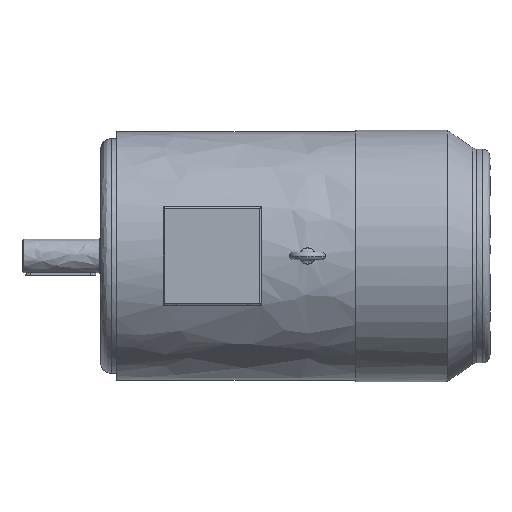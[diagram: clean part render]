
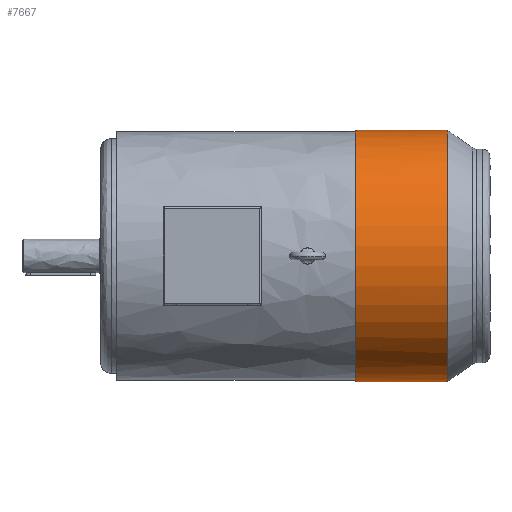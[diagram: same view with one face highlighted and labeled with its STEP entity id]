
A CAD part, front view. The second image highlights one B-rep face of the part: STEP entity #7667.
In plain terms, the highlighted free-form (B-spline) face has degree [3, 1] with [4, 2] control points.
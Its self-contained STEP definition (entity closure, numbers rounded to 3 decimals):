
#7667 = ADVANCED_FACE('',(#7668),#7681,.T.);
#7668 = FACE_BOUND('',#7669,.T.);
#7669 = EDGE_LOOP('',(#7670,#7695,#7711,#7725));
#7670 = ORIENTED_EDGE('',*,*,#7671,.T.);
#7671 = EDGE_CURVE('',#7672,#7674,#7676,.T.);
#7672 = VERTEX_POINT('',#7673);
#7673 = CARTESIAN_POINT('',(365.,0.,-179.));
#7674 = VERTEX_POINT('',#7675);
#7675 = CARTESIAN_POINT('',(496.654,0.,-179.));
#7676 = SURFACE_CURVE('',#7677,(#7680),.PCURVE_S1.);
#7677 = B_SPLINE_CURVE_WITH_KNOTS('',1,(#7678,#7679),.UNSPECIFIED.,.F.,
  .F.,(2,2),(-0.152,-0.02),.PIECEWISE_BEZIER_KNOTS.);
#7678 = CARTESIAN_POINT('',(365.,0.,-179.));
#7679 = CARTESIAN_POINT('',(496.654,0.,-179.));
#7680 = PCURVE('',#7681,#7690);
#7681 = ( BOUNDED_SURFACE() B_SPLINE_SURFACE(3,1,(
    (#7682,#7683)
    ,(#7684,#7685)
    ,(#7686,#7687)
    ,(#7688,#7689
)),.UNSPECIFIED.,.F.,.F.,.F.) B_SPLINE_SURFACE_WITH_KNOTS((4,4),(2,2),(
    0.,1.),(0.,1.),.PIECEWISE_BEZIER_KNOTS.) 
GEOMETRIC_REPRESENTATION_ITEM() RATIONAL_B_SPLINE_SURFACE((
    (1.,1.)
    ,(0.333,0.333)
    ,(0.333,0.333)
,(1.,1.))) REPRESENTATION_ITEM('') SURFACE() );
#7682 = CARTESIAN_POINT('',(496.654,0.,-179.));
#7683 = CARTESIAN_POINT('',(365.,0.,-179.));
#7684 = CARTESIAN_POINT('',(496.654,-358.,-179.));
#7685 = CARTESIAN_POINT('',(365.,-358.,-179.));
#7686 = CARTESIAN_POINT('',(496.654,-358.,179.));
#7687 = CARTESIAN_POINT('',(365.,-358.,179.));
#7688 = CARTESIAN_POINT('',(496.654,0.,179.));
#7689 = CARTESIAN_POINT('',(365.,0.,179.));
#7690 = DEFINITIONAL_REPRESENTATION('',(#7691),#7694);
#7691 = B_SPLINE_CURVE_WITH_KNOTS('',1,(#7692,#7693),.UNSPECIFIED.,.F.,
  .F.,(2,2),(-0.152,-0.02),.PIECEWISE_BEZIER_KNOTS.);
#7692 = CARTESIAN_POINT('',(0.,1.));
#7693 = CARTESIAN_POINT('',(0.,0.));
#7694 = ( GEOMETRIC_REPRESENTATION_CONTEXT(2) 
PARAMETRIC_REPRESENTATION_CONTEXT() REPRESENTATION_CONTEXT('2D SPACE',''
  ) );
#7695 = ORIENTED_EDGE('',*,*,#7696,.T.);
#7696 = EDGE_CURVE('',#7674,#7697,#7699,.T.);
#7697 = VERTEX_POINT('',#7698);
#7698 = CARTESIAN_POINT('',(496.654,0.,179.));
#7699 = SURFACE_CURVE('',#7700,(#7705),.PCURVE_S1.);
#7700 = ( BOUNDED_CURVE() B_SPLINE_CURVE(3,(#7701,#7702,#7703,#7704),
.UNSPECIFIED.,.F.,.F.) B_SPLINE_CURVE_WITH_KNOTS((4,4),(3.142,
6.283),.PIECEWISE_BEZIER_KNOTS.) CURVE() 
GEOMETRIC_REPRESENTATION_ITEM() RATIONAL_B_SPLINE_CURVE((1.,
0.333,0.333,1.)) REPRESENTATION_ITEM('') );
#7701 = CARTESIAN_POINT('',(496.654,0.,-179.));
#7702 = CARTESIAN_POINT('',(496.654,-358.,-179.));
#7703 = CARTESIAN_POINT('',(496.654,-358.,179.));
#7704 = CARTESIAN_POINT('',(496.654,0.,179.));
#7705 = PCURVE('',#7681,#7706);
#7706 = DEFINITIONAL_REPRESENTATION('',(#7707),#7710);
#7707 = B_SPLINE_CURVE_WITH_KNOTS('',1,(#7708,#7709),.UNSPECIFIED.,.F.,
  .F.,(2,2),(3.142,6.283),.PIECEWISE_BEZIER_KNOTS.);
#7708 = CARTESIAN_POINT('',(0.,0.));
#7709 = CARTESIAN_POINT('',(1.,0.));
#7710 = ( GEOMETRIC_REPRESENTATION_CONTEXT(2) 
PARAMETRIC_REPRESENTATION_CONTEXT() REPRESENTATION_CONTEXT('2D SPACE',''
  ) );
#7711 = ORIENTED_EDGE('',*,*,#7712,.T.);
#7712 = EDGE_CURVE('',#7697,#7713,#7715,.T.);
#7713 = VERTEX_POINT('',#7714);
#7714 = CARTESIAN_POINT('',(365.,0.,179.));
#7715 = SURFACE_CURVE('',#7716,(#7719),.PCURVE_S1.);
#7716 = B_SPLINE_CURVE_WITH_KNOTS('',1,(#7717,#7718),.UNSPECIFIED.,.F.,
  .F.,(2,2),(0.02,0.152),.PIECEWISE_BEZIER_KNOTS.);
#7717 = CARTESIAN_POINT('',(496.654,0.,179.));
#7718 = CARTESIAN_POINT('',(365.,0.,179.));
#7719 = PCURVE('',#7681,#7720);
#7720 = DEFINITIONAL_REPRESENTATION('',(#7721),#7724);
#7721 = B_SPLINE_CURVE_WITH_KNOTS('',1,(#7722,#7723),.UNSPECIFIED.,.F.,
  .F.,(2,2),(0.02,0.152),.PIECEWISE_BEZIER_KNOTS.);
#7722 = CARTESIAN_POINT('',(1.,0.));
#7723 = CARTESIAN_POINT('',(1.,1.));
#7724 = ( GEOMETRIC_REPRESENTATION_CONTEXT(2) 
PARAMETRIC_REPRESENTATION_CONTEXT() REPRESENTATION_CONTEXT('2D SPACE',''
  ) );
#7725 = ORIENTED_EDGE('',*,*,#7726,.T.);
#7726 = EDGE_CURVE('',#7713,#7672,#7727,.T.);
#7727 = SURFACE_CURVE('',#7728,(#7733),.PCURVE_S1.);
#7728 = ( BOUNDED_CURVE() B_SPLINE_CURVE(3,(#7729,#7730,#7731,#7732),
.UNSPECIFIED.,.F.,.F.) B_SPLINE_CURVE_WITH_KNOTS((4,4),(-6.283,
-3.142),.PIECEWISE_BEZIER_KNOTS.) CURVE() 
GEOMETRIC_REPRESENTATION_ITEM() RATIONAL_B_SPLINE_CURVE((1.,
0.333,0.333,1.)) REPRESENTATION_ITEM('') );
#7729 = CARTESIAN_POINT('',(365.,0.,179.));
#7730 = CARTESIAN_POINT('',(365.,-358.,179.));
#7731 = CARTESIAN_POINT('',(365.,-358.,-179.));
#7732 = CARTESIAN_POINT('',(365.,0.,-179.));
#7733 = PCURVE('',#7681,#7734);
#7734 = DEFINITIONAL_REPRESENTATION('',(#7735),#7738);
#7735 = B_SPLINE_CURVE_WITH_KNOTS('',1,(#7736,#7737),.UNSPECIFIED.,.F.,
  .F.,(2,2),(-6.283,-3.142),.PIECEWISE_BEZIER_KNOTS.);
#7736 = CARTESIAN_POINT('',(1.,1.));
#7737 = CARTESIAN_POINT('',(0.,1.));
#7738 = ( GEOMETRIC_REPRESENTATION_CONTEXT(2) 
PARAMETRIC_REPRESENTATION_CONTEXT() REPRESENTATION_CONTEXT('2D SPACE',''
  ) );
